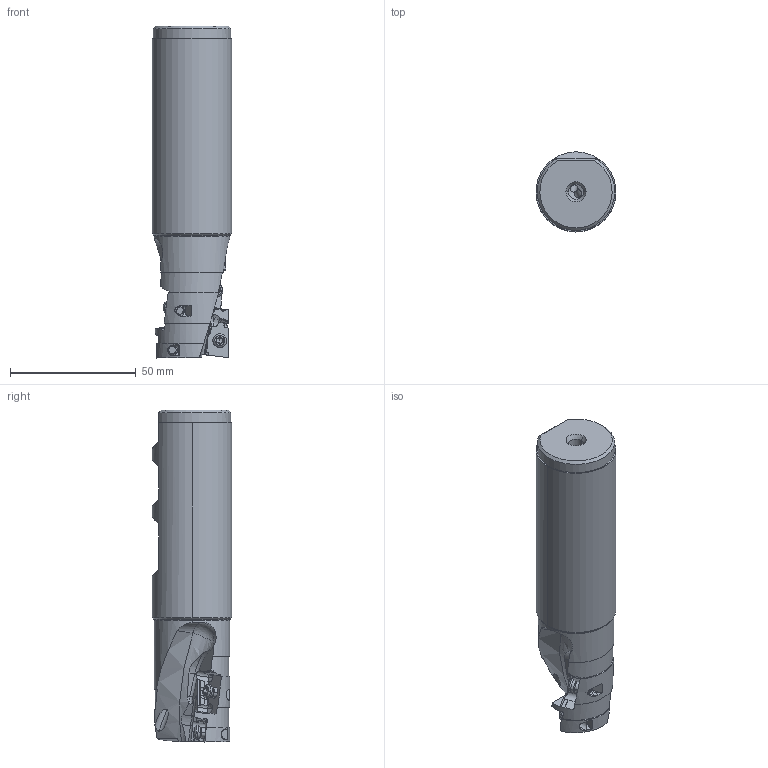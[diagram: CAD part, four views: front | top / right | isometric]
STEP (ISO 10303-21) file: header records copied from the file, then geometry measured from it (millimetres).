
FILE_DESCRIPTION(/* description */ (''),/* implementation_level */ '2;1');
FILE_NAME(/* name */ 'AQXUR204WA20S.stp',/* time_stamp */ '2021-09-08T11:42:23+09:00',/* author */ (''),/* organization */ (''),/* preprocessor_version */ 'ST-DEVELOPER v16',/* originating_system */ 'SIEMENS PLM Software NX 10.0',/* authorisation */ '');
FILE_SCHEMA (('AUTOMOTIVE_DESIGN { 1 0 10303 214 3 1 1 1 }'));
Length unit declared in the file: millimetre
Products named in the file (1): AQXUR204WA20S_ASM
Bounding box: 31.75 x 31.75 x 132.04 mm (x, y, z)
Volume: 81910.1 mm3; surface area: 17843.3 mm2
Topology: 5 solids, 5 shells, 382 faces, 1103 edges, 738 vertices
Faces by surface type: plane 146, cylinder 140, cone 66, torus 15, sphere 10, bspline 5
Entity records: 16782 total; most frequent: CARTESIAN_POINT 6793, ORIENTED_EDGE 2162, DIRECTION 1957, EDGE_CURVE 1081, AXIS2_PLACEMENT_3D 790, VERTEX_POINT 715, EDGE_LOOP 400, ADVANCED_FACE 382
